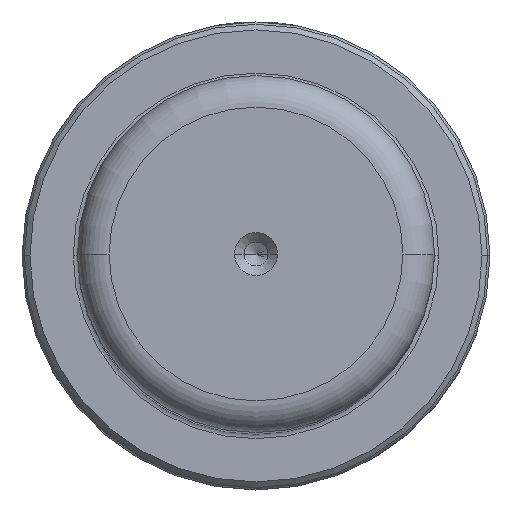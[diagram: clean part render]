
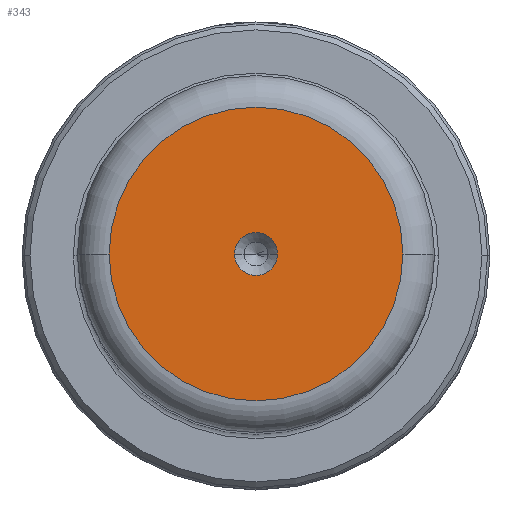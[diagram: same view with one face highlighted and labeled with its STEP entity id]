
A CAD part, top view. The second image highlights one B-rep face of the part: STEP entity #343.
In plain terms, the highlighted planar face has unit normal (0, 0, 1).
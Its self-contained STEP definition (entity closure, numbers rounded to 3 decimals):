
#76 = EDGE_CURVE ( 'NONE', #2433, #2211, #1350, .T. ) ;
#129 = CIRCLE ( 'NONE', #2649, 2.7 ) ;
#207 = VERTEX_POINT ( 'NONE', #2453 ) ;
#218 = FACE_BOUND ( 'NONE', #3000, .T. ) ;
#257 = DIRECTION ( 'NONE',  ( 1., 0., 0. ) ) ;
#265 = VERTEX_POINT ( 'NONE', #1724 ) ;
#343 = ADVANCED_FACE ( 'NONE', ( #218, #3390 ), #2010, .T. ) ;
#588 = DIRECTION ( 'NONE',  ( 0., 0., 1. ) ) ;
#709 = DIRECTION ( 'NONE',  ( 0., 0., 1. ) ) ;
#751 = CARTESIAN_POINT ( 'NONE',  ( 0., 0., 182. ) ) ;
#942 = CARTESIAN_POINT ( 'NONE',  ( 0., 0., 182. ) ) ;
#975 = AXIS2_PLACEMENT_3D ( 'NONE', #942, #1988, #3070 ) ;
#1325 = CARTESIAN_POINT ( 'NONE',  ( 0., 0., 182. ) ) ;
#1350 = CIRCLE ( 'NONE', #2976, 2.7 ) ;
#1398 = CARTESIAN_POINT ( 'NONE',  ( -2.7, 0., 182. ) ) ;
#1590 = AXIS2_PLACEMENT_3D ( 'NONE', #2863, #709, #3374 ) ;
#1703 = ORIENTED_EDGE ( 'NONE', *, *, #2534, .T. ) ;
#1724 = CARTESIAN_POINT ( 'NONE',  ( 18.514, 0., 182. ) ) ;
#1733 = ORIENTED_EDGE ( 'NONE', *, *, #3092, .T. ) ;
#1759 = DIRECTION ( 'NONE',  ( 1., 0., 0. ) ) ;
#1988 = DIRECTION ( 'NONE',  ( 0., 0., 1. ) ) ;
#2010 = PLANE ( 'NONE',  #3298 ) ;
#2211 = VERTEX_POINT ( 'NONE', #3436 ) ;
#2388 = DIRECTION ( 'NONE',  ( 0., 0., 1. ) ) ;
#2433 = VERTEX_POINT ( 'NONE', #1398 ) ;
#2453 = CARTESIAN_POINT ( 'NONE',  ( -18.514, 0., 182. ) ) ;
#2480 = CIRCLE ( 'NONE', #975, 18.514 ) ;
#2534 = EDGE_CURVE ( 'NONE', #265, #207, #3099, .T. ) ;
#2649 = AXIS2_PLACEMENT_3D ( 'NONE', #1325, #588, #3190 ) ;
#2658 = EDGE_LOOP ( 'NONE', ( #1703, #1733 ) ) ;
#2753 = EDGE_CURVE ( 'NONE', #2211, #2433, #129, .T. ) ;
#2782 = CARTESIAN_POINT ( 'NONE',  ( 0., 0., 182. ) ) ;
#2863 = CARTESIAN_POINT ( 'NONE',  ( 0., 0., 182. ) ) ;
#2890 = ORIENTED_EDGE ( 'NONE', *, *, #76, .F. ) ;
#2976 = AXIS2_PLACEMENT_3D ( 'NONE', #751, #2388, #257 ) ;
#3000 = EDGE_LOOP ( 'NONE', ( #3079, #2890 ) ) ;
#3070 = DIRECTION ( 'NONE',  ( 1., 0., 0. ) ) ;
#3079 = ORIENTED_EDGE ( 'NONE', *, *, #2753, .F. ) ;
#3092 = EDGE_CURVE ( 'NONE', #207, #265, #2480, .T. ) ;
#3099 = CIRCLE ( 'NONE', #1590, 18.514 ) ;
#3103 = DIRECTION ( 'NONE',  ( 0., 0., 1. ) ) ;
#3190 = DIRECTION ( 'NONE',  ( 1., 0., 0. ) ) ;
#3298 = AXIS2_PLACEMENT_3D ( 'NONE', #2782, #3103, #1759 ) ;
#3374 = DIRECTION ( 'NONE',  ( 1., 0., 0. ) ) ;
#3390 = FACE_OUTER_BOUND ( 'NONE', #2658, .T. ) ;
#3436 = CARTESIAN_POINT ( 'NONE',  ( 2.7, 0., 182. ) ) ;
